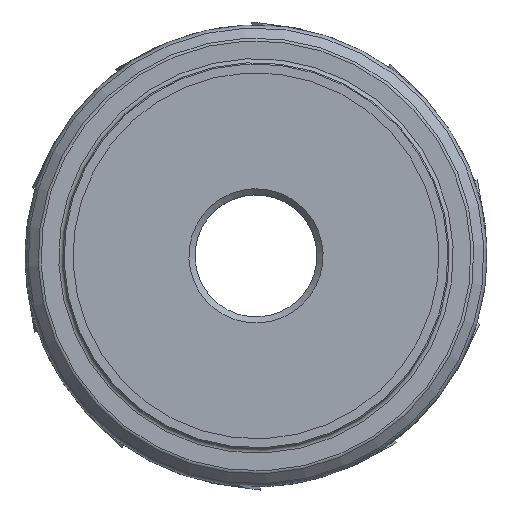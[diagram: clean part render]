
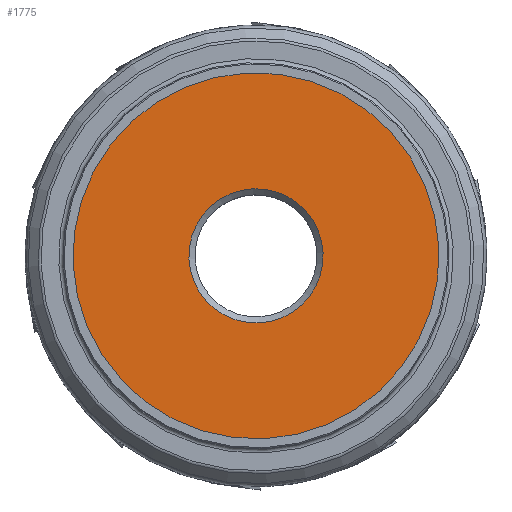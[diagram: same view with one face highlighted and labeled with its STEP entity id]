
A CAD part, top view. The second image highlights one B-rep face of the part: STEP entity #1775.
In plain terms, the highlighted planar face has unit normal (0, 0, 1).
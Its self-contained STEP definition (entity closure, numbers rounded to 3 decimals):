
#232=PLANE('',#5982);
#1775=ADVANCED_FACE('',(#2016,#2017),#232,.T.);
#2016=FACE_BOUND('',#2153,.T.);
#2017=FACE_BOUND('',#2154,.T.);
#2153=EDGE_LOOP('',(#3019));
#2154=EDGE_LOOP('',(#3020));
#2405=CIRCLE('',#5978,90.);
#2406=CIRCLE('',#5980,33.008);
#3019=ORIENTED_EDGE('',*,*,#5055,.F.);
#3020=ORIENTED_EDGE('',*,*,#5054,.T.);
#4421=VERTEX_POINT('',#9418);
#4422=VERTEX_POINT('',#9421);
#5054=EDGE_CURVE('',#4421,#4421,#2405,.T.);
#5055=EDGE_CURVE('',#4422,#4422,#2406,.T.);
#5978=AXIS2_PLACEMENT_3D('',#9417,#6864,#6865);
#5980=AXIS2_PLACEMENT_3D('',#9420,#6868,#6869);
#5982=AXIS2_PLACEMENT_3D('',#9423,#6872,#6873);
#6864=DIRECTION('',(0.,0.,1.));
#6865=DIRECTION('',(0.976,0.22,0.));
#6868=DIRECTION('',(0.,0.,1.));
#6869=DIRECTION('',(0.976,0.22,0.));
#6872=DIRECTION('',(0.,0.,1.));
#6873=DIRECTION('',(-0.976,-0.22,0.));
#9417=CARTESIAN_POINT('',(0.,0.,0.));
#9418=CARTESIAN_POINT('',(87.798,19.786,0.));
#9420=CARTESIAN_POINT('',(0.,0.,0.));
#9421=CARTESIAN_POINT('',(32.2,7.257,0.));
#9423=CARTESIAN_POINT('',(-95.,0.,0.));
